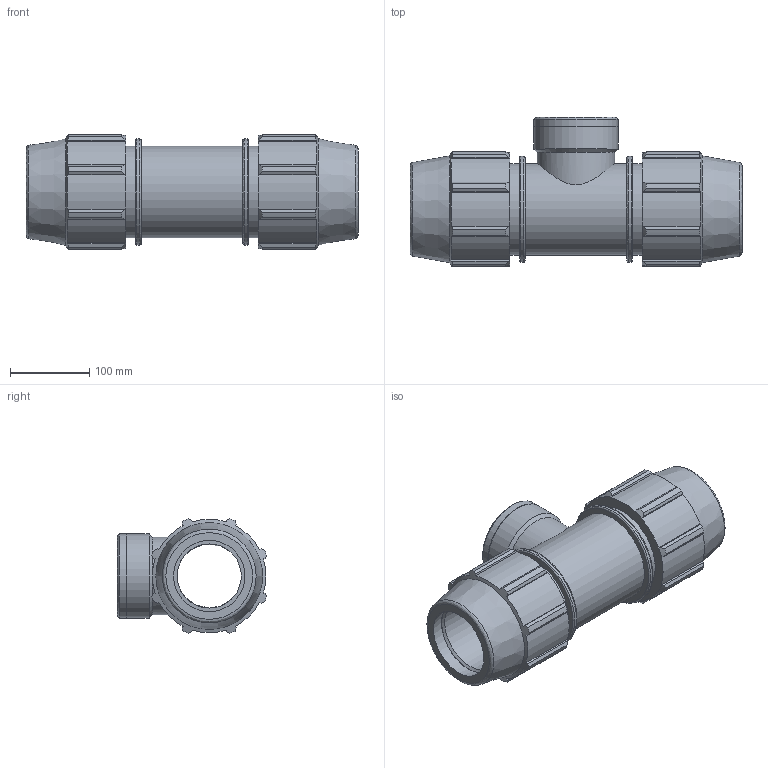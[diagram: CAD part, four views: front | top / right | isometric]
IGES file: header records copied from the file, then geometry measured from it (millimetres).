
Global section: file name: 0714060900300A.ipt; native system: Autodesk Inventor 2015; preprocessor: unknown; author: KIM; date: 20180325.201223; units: millimetre
Bounding box: 419 x 188.45 x 144.9 mm (x, y, z)
Volume: 3071644.6 mm3; surface area: 369979.7 mm2
Topology: 1 solids, 1 shells, 157 faces, 443 edges, 299 vertices
Faces by surface type: plane 79, cylinder 40, cone 23, revolution 15
Full cylindrical faces by diameter (mm): 97.665 x1, 106.157 x2, 115.5 x3, 133.98 x2
